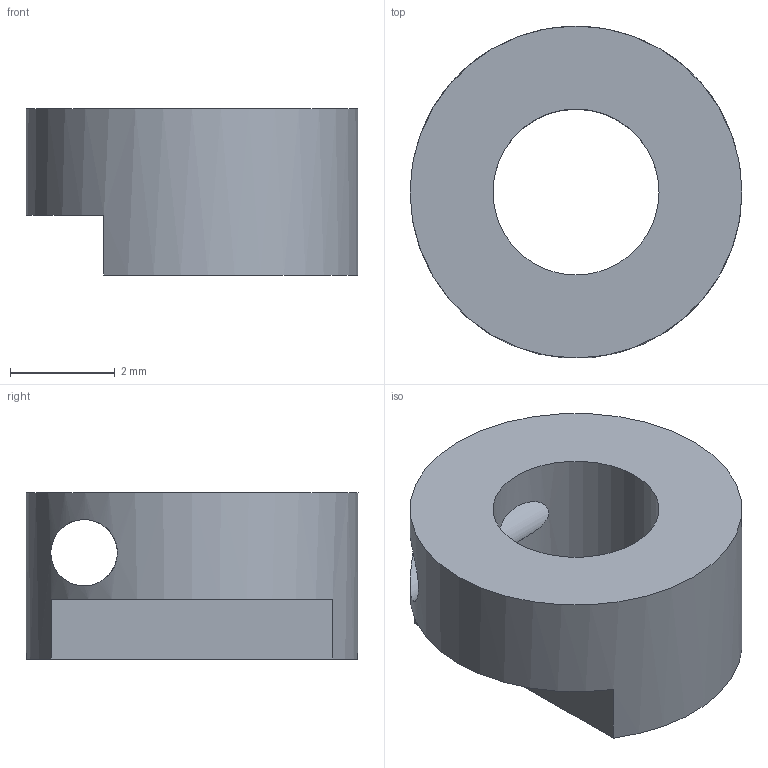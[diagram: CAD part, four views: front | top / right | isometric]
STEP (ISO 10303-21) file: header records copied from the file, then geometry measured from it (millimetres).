
FILE_DESCRIPTION(/* description */ ('STEP AP242'),/* implementation_level */ '2;1');
FILE_NAME(/* name */ 'Part Studio 1 - Part 15 v1.step',/* time_stamp */ '2025-09-27T17:05:53-04:00',/* author */ (''),/* organization */ (''),/* preprocessor_version */ 'ST-DEVELOPER v20.1',/* originating_system */ 'Autodesk Translation Framework v14.10.0.0',/* authorisation */ '');
FILE_SCHEMA (('AUTOMOTIVE_DESIGN { 1 0 10303 214 3 1 1 }'));
Length unit declared in the file: metre
Products named in the file (1): Part 15
Bounding box: 6.35 x 6.35 x 3.17 mm (x, y, z)
Volume: 63 mm3; surface area: 154.6 mm2
Topology: 1 solids, 1 shells, 7 faces, 18 edges, 13 vertices
Faces by surface type: plane 4, cylinder 3
Full cylindrical faces by diameter (mm): 1.27 x1, 3.175 x1, 6.35 x1
Entity records: 375 total; most frequent: CARTESIAN_POINT 150, ORIENTED_EDGE 36, DIRECTION 35, EDGE_CURVE 18, AXIS2_PLACEMENT_3D 14, EDGE_LOOP 13, VERTEX_POINT 13, FACE_OUTER_BOUND 7
